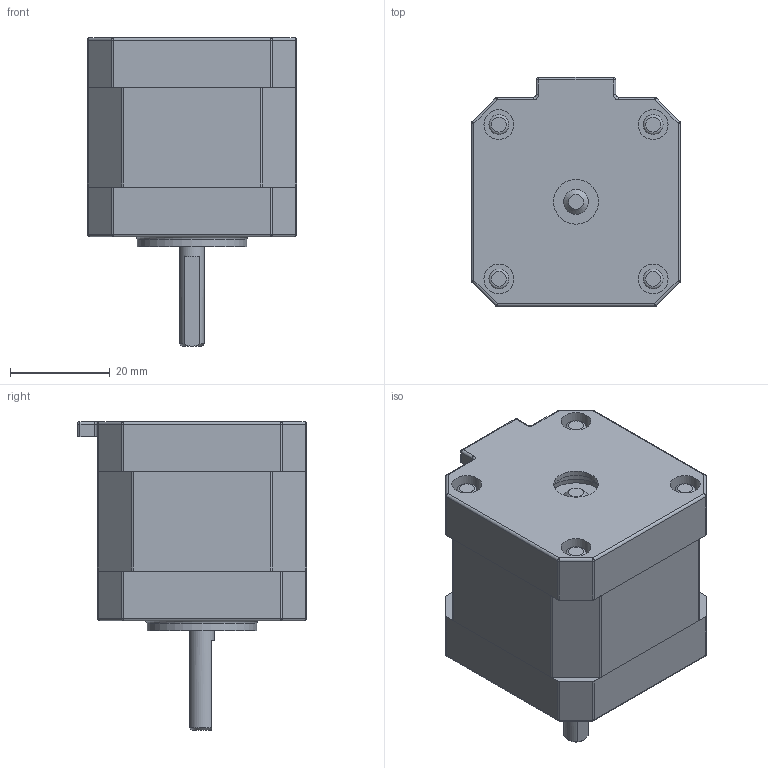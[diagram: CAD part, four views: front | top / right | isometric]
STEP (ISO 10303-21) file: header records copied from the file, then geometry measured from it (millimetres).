
FILE_DESCRIPTION(('STEP AP203'), '1');
FILE_NAME('Äåòàëü øàãîâûé äâèãàòåëü 17HS4401', '', ('UNSPECIFIED'), ('UNSPECIFIED'), 'C3D Converter', 'C3D Toolkit', '');
FILE_SCHEMA(('CONFIG_CONTROL_DESIGN'));
Length unit declared in the file: millimetre
Bounding box: 42 x 46 x 62 mm (x, y, z)
Volume: 67764.8 mm3; surface area: 17982 mm2
Topology: 3 solids, 3 shells, 152 faces, 332 edges, 186 vertices
Faces by surface type: cylinder 66, plane 54, sphere 18, torus 7, cone 7
Full cylindrical faces by diameter (mm): 4 x8, 5 x2, 6 x4, 8 x1, 9 x1, 12 x1, 22 x1
Entity records: 5184 total; most frequent: DIRECTION 737, CARTESIAN_POINT 708, ORIENTED_EDGE 570, AXIS2_PLACEMENT_3D 301, EDGE_CURVE 285, EDGE_LOOP 199, VERTEX_POINT 186, COLOUR_RGB 155
